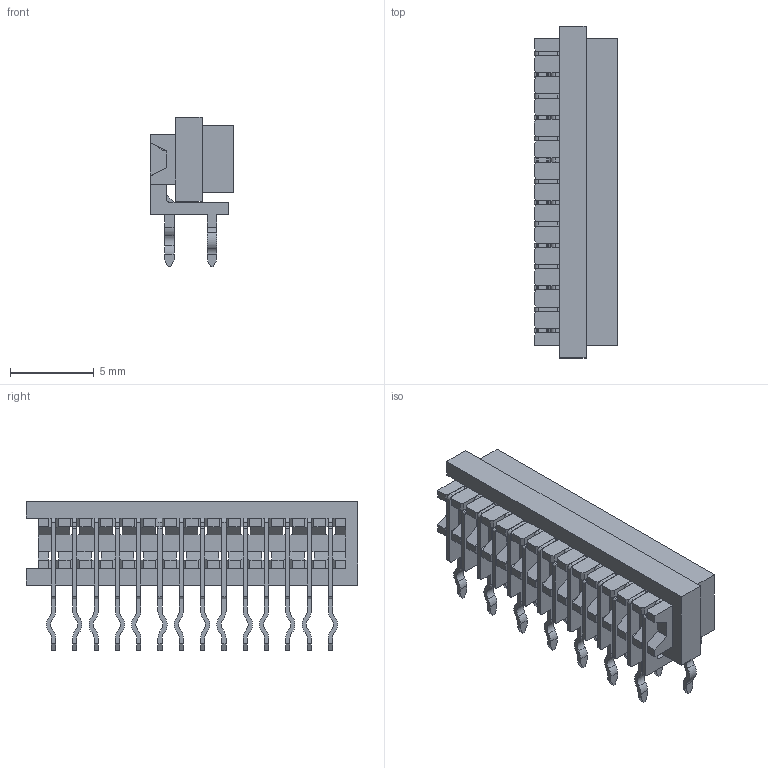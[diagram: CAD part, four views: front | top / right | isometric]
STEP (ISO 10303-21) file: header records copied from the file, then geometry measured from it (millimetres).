
FILE_DESCRIPTION(/* description */ ('Unknown'),/* implementation_level */ '2;1');
FILE_NAME(/* name */ 'J_Wurth_WR-MM_690368171472',/* time_stamp */ '2025-05-08T17:51:50+08:00',/* author */ ('Unknown'),/* organization */ ('Unknown'),/* preprocessor_version */ 'ST-DEVELOPER v19.4',/* originating_system */ 'Solid Edge',/* authorisation */ 'Unknown');
FILE_SCHEMA (('AUTOMOTIVE_DESIGN {1 0 10303 214 3 1 1}'));
Length unit declared in the file: millimetre
Products named in the file (2): J_Wurth_WR-MM_690368171472
Assembly tree (1 placements, depth 2):
  J_Wurth_WR-MM_690368171472
    J_Wurth_WR-MM_690368171472
Bounding box: 5 x 19.78 x 8.9 mm (x, y, z)
Volume: 351.1 mm3; surface area: 1335.5 mm2
Topology: 15 solids, 15 shells, 1254 faces, 3600 edges, 2362 vertices
Faces by surface type: plane 904, cylinder 350
Entity records: 40924 total; most frequent: CARTESIAN_POINT 7218, ORIENTED_EDGE 7200, DIRECTION 6812, EDGE_CURVE 3600, LINE 2900, VECTOR 2900, VERTEX_POINT 2362, AXIS2_PLACEMENT_3D 1956
